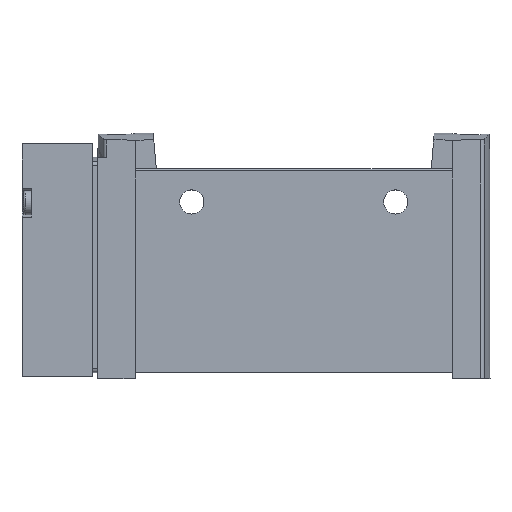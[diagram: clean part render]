
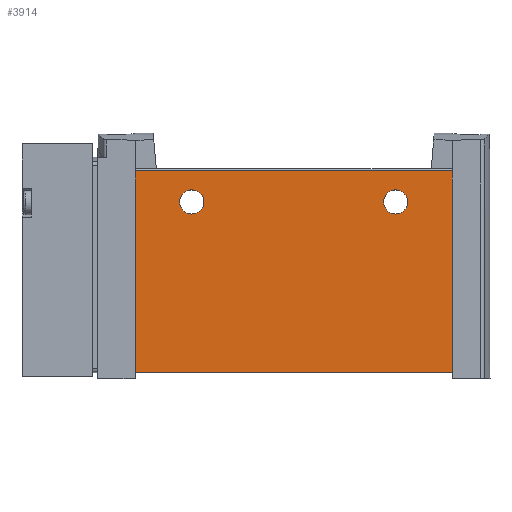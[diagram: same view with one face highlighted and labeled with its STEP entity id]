
A CAD part, top view. The second image highlights one B-rep face of the part: STEP entity #3914.
In plain terms, the highlighted planar face has unit normal (0, 0, 1).
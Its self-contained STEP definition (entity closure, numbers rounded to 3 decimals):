
#62=PLANE('',#4230);
#199=CIRCLE('',#4231,1.6);
#200=CIRCLE('',#4232,1.6);
#457=LINE('',#6243,#774);
#473=LINE('',#6281,#790);
#495=LINE('',#6340,#812);
#498=LINE('',#6348,#815);
#774=VECTOR('',#4839,1000.);
#790=VECTOR('',#4871,1000.);
#812=VECTOR('',#4927,1000.);
#815=VECTOR('',#4936,1000.);
#1257=ORIENTED_EDGE('',*,*,#2386,.F.);
#1258=ORIENTED_EDGE('',*,*,#2387,.F.);
#1259=ORIENTED_EDGE('',*,*,#2334,.T.);
#1260=ORIENTED_EDGE('',*,*,#2388,.F.);
#1261=ORIENTED_EDGE('',*,*,#2353,.F.);
#1262=ORIENTED_EDGE('',*,*,#2383,.T.);
#2334=EDGE_CURVE('',#2906,#2905,#457,.T.);
#2353=EDGE_CURVE('',#2919,#2920,#473,.T.);
#2383=EDGE_CURVE('',#2919,#2906,#495,.T.);
#2386=EDGE_CURVE('',#2940,#2940,#199,.F.);
#2387=EDGE_CURVE('',#2941,#2941,#200,.F.);
#2388=EDGE_CURVE('',#2920,#2905,#498,.T.);
#2905=VERTEX_POINT('',#6242);
#2906=VERTEX_POINT('',#6244);
#2919=VERTEX_POINT('',#6280);
#2920=VERTEX_POINT('',#6282);
#2940=VERTEX_POINT('',#6345);
#2941=VERTEX_POINT('',#6347);
#3246=EDGE_LOOP('',(#1257));
#3247=EDGE_LOOP('',(#1258));
#3248=EDGE_LOOP('',(#1259,#1260,#1261,#1262));
#3530=FACE_BOUND('',#3246,.T.);
#3531=FACE_BOUND('',#3247,.T.);
#3532=FACE_BOUND('',#3248,.T.);
#3914=ADVANCED_FACE('',(#3530,#3531,#3532),#62,.F.);
#4230=AXIS2_PLACEMENT_3D('',#6343,#4930,#4931);
#4231=AXIS2_PLACEMENT_3D('',#6344,#4932,#4933);
#4232=AXIS2_PLACEMENT_3D('',#6346,#4934,#4935);
#4839=DIRECTION('',(0.,-1.,0.));
#4871=DIRECTION('',(0.,-1.,0.));
#4927=DIRECTION('',(-1.,0.,0.));
#4930=DIRECTION('',(0.,0.,-1.));
#4931=DIRECTION('',(-1.,0.,0.));
#4932=DIRECTION('',(0.,0.,-1.));
#4933=DIRECTION('',(-1.,0.,0.));
#4934=DIRECTION('',(0.,0.,-1.));
#4935=DIRECTION('',(-1.,0.,0.));
#4936=DIRECTION('',(-1.,0.,0.));
#6242=CARTESIAN_POINT('',(-21.,0.,5.125));
#6243=CARTESIAN_POINT('',(-21.,26.7,5.125));
#6244=CARTESIAN_POINT('',(-21.,26.7,5.125));
#6280=CARTESIAN_POINT('',(21.,26.7,5.125));
#6281=CARTESIAN_POINT('',(21.,26.7,5.125));
#6282=CARTESIAN_POINT('',(21.,0.,5.125));
#6340=CARTESIAN_POINT('',(21.,26.7,5.125));
#6343=CARTESIAN_POINT('',(21.,26.7,5.125));
#6344=CARTESIAN_POINT('',(-13.5,22.6,5.125));
#6345=CARTESIAN_POINT('',(-15.1,22.6,5.125));
#6346=CARTESIAN_POINT('',(13.5,22.6,5.125));
#6347=CARTESIAN_POINT('',(11.9,22.6,5.125));
#6348=CARTESIAN_POINT('',(21.,0.,5.125));
